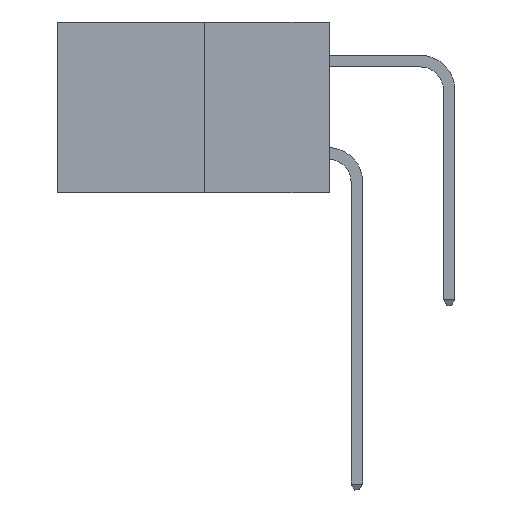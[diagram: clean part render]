
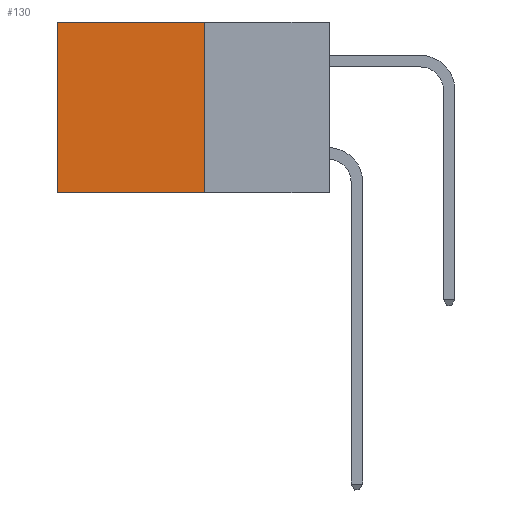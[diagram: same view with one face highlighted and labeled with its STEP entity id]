
A CAD part, left-side view. The second image highlights one B-rep face of the part: STEP entity #130.
In plain terms, the highlighted planar face has unit normal (-1, 0, 0).
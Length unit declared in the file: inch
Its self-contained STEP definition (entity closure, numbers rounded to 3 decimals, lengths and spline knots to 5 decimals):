
#130 = ADVANCED_FACE ( 'NONE', ( #11408 ), #3969, .F. ) ;
#722 = CARTESIAN_POINT ( 'NONE',  ( 0.277, 0.27, 0. ) ) ;
#845 = CARTESIAN_POINT ( 'NONE',  ( 0.277, 0.59, 0. ) ) ;
#1289 = ORIENTED_EDGE ( 'NONE', *, *, #5857, .F. ) ;
#1723 = VERTEX_POINT ( 'NONE', #845 ) ;
#2377 = DIRECTION ( 'NONE',  ( 0., 0., -1. ) ) ;
#2711 = DIRECTION ( 'NONE',  ( 0., 0., -1. ) ) ;
#3051 = CARTESIAN_POINT ( 'NONE',  ( 0.277, 0.27, -0.37 ) ) ;
#3335 = VECTOR ( 'NONE', #10447, 39.37008 ) ;
#3751 = CARTESIAN_POINT ( 'NONE',  ( 0.277, 0.59, -0.37 ) ) ;
#3969 = PLANE ( 'NONE',  #14103 ) ;
#4156 = EDGE_CURVE ( 'NONE', #7764, #1723, #12928, .T. ) ;
#4265 = LINE ( 'NONE', #14116, #13450 ) ;
#4291 = DIRECTION ( 'NONE',  ( 1., 0., 0. ) ) ;
#4653 = VERTEX_POINT ( 'NONE', #3751 ) ;
#5207 = VECTOR ( 'NONE', #12794, 39.37008 ) ;
#5857 = EDGE_CURVE ( 'NONE', #15292, #4653, #4265, .T. ) ;
#6037 = CARTESIAN_POINT ( 'NONE',  ( 0.277, 0.27, -0.37 ) ) ;
#6048 = EDGE_CURVE ( 'NONE', #7764, #15292, #14325, .T. ) ;
#7156 = VECTOR ( 'NONE', #2377, 39.37008 ) ;
#7764 = VERTEX_POINT ( 'NONE', #722 ) ;
#8326 = ORIENTED_EDGE ( 'NONE', *, *, #4156, .T. ) ;
#10042 = ORIENTED_EDGE ( 'NONE', *, *, #6048, .F. ) ;
#10277 = EDGE_CURVE ( 'NONE', #1723, #4653, #14206, .T. ) ;
#10447 = DIRECTION ( 'NONE',  ( 0., 1., 0. ) ) ;
#10500 = CARTESIAN_POINT ( 'NONE',  ( 0.277, 0.27, 0. ) ) ;
#10614 = ORIENTED_EDGE ( 'NONE', *, *, #10277, .T. ) ;
#11408 = FACE_OUTER_BOUND ( 'NONE', #12484, .T. ) ;
#11993 = CARTESIAN_POINT ( 'NONE',  ( 0.277, 0.59, -0.37 ) ) ;
#12484 = EDGE_LOOP ( 'NONE', ( #10614, #1289, #10042, #8326 ) ) ;
#12761 = CARTESIAN_POINT ( 'NONE',  ( 0.277, 0.27, -0.37 ) ) ;
#12794 = DIRECTION ( 'NONE',  ( 0., 0., -1. ) ) ;
#12928 = LINE ( 'NONE', #10500, #3335 ) ;
#13450 = VECTOR ( 'NONE', #14010, 39.37008 ) ;
#14010 = DIRECTION ( 'NONE',  ( 0., 1., 0. ) ) ;
#14103 = AXIS2_PLACEMENT_3D ( 'NONE', #3051, #4291, #2711 ) ;
#14116 = CARTESIAN_POINT ( 'NONE',  ( 0.277, 0.27, -0.37 ) ) ;
#14206 = LINE ( 'NONE', #11993, #7156 ) ;
#14325 = LINE ( 'NONE', #12761, #5207 ) ;
#15292 = VERTEX_POINT ( 'NONE', #6037 ) ;
